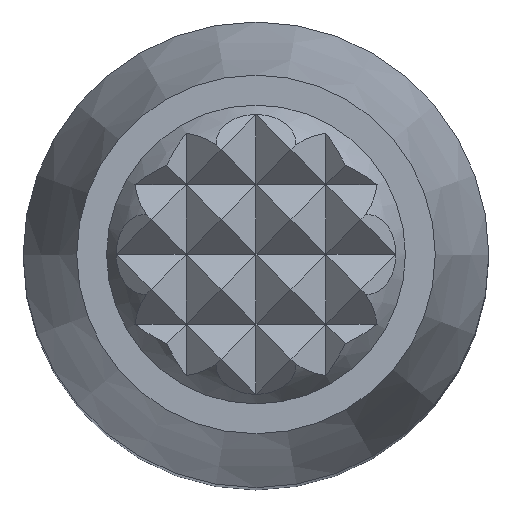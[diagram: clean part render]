
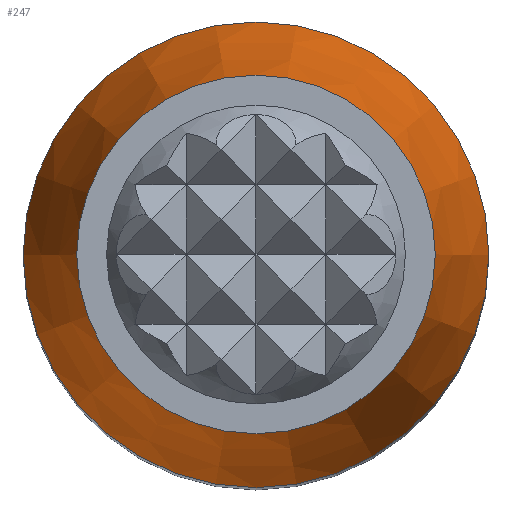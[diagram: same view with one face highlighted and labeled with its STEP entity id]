
A CAD part, top view. The second image highlights one B-rep face of the part: STEP entity #247.
In plain terms, the highlighted conical face has half-angle 14.34 degrees and reference radius 3.85 mm.
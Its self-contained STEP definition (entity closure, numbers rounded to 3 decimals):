
#247 = ADVANCED_FACE( '', ( #516, #517 ), #518, .T. );
#516 = FACE_OUTER_BOUND( '', #803, .T. );
#517 = FACE_BOUND( '', #804, .T. );
#518 = CONICAL_SURFACE( '', #805, 3.85, 0.25 );
#803 = EDGE_LOOP( '', ( #1404 ) );
#804 = EDGE_LOOP( '', ( #1405 ) );
#805 = AXIS2_PLACEMENT_3D( '', #1406, #1407, #1408 );
#1404 = ORIENTED_EDGE( '', *, *, #1816, .F. );
#1405 = ORIENTED_EDGE( '', *, *, #1594, .F. );
#1406 = CARTESIAN_POINT( '', ( 0., 0., 33.85 ) );
#1407 = DIRECTION( '', ( 0., 0., -1. ) );
#1408 = DIRECTION( '', ( -1., 0., 0. ) );
#1594 = EDGE_CURVE( '', #1861, #1861, #1862, .T. );
#1816 = EDGE_CURVE( '', #2166, #2166, #2167, .F. );
#1861 = VERTEX_POINT( '', #2214 );
#1862 = CIRCLE( '', #2215, 3.85 );
#2166 = VERTEX_POINT( '', #2629 );
#2167 = CIRCLE( '', #2630, 5. );
#2214 = CARTESIAN_POINT( '', ( 3.85, 0., 33.85 ) );
#2215 = AXIS2_PLACEMENT_3D( '', #2677, #2678, #2679 );
#2629 = CARTESIAN_POINT( '', ( 5., 0., 29.35 ) );
#2630 = AXIS2_PLACEMENT_3D( '', #2928, #2929, #2930 );
#2677 = CARTESIAN_POINT( '', ( 0., 0., 33.85 ) );
#2678 = DIRECTION( '', ( 0., 0., 1. ) );
#2679 = DIRECTION( '', ( 1., 0., 0. ) );
#2928 = CARTESIAN_POINT( '', ( 0., 0., 29.35 ) );
#2929 = DIRECTION( '', ( 0., 0., 1. ) );
#2930 = DIRECTION( '', ( 1., 0., 0. ) );
